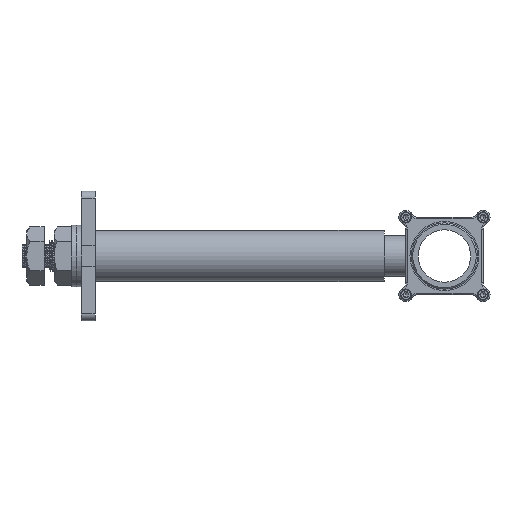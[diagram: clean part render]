
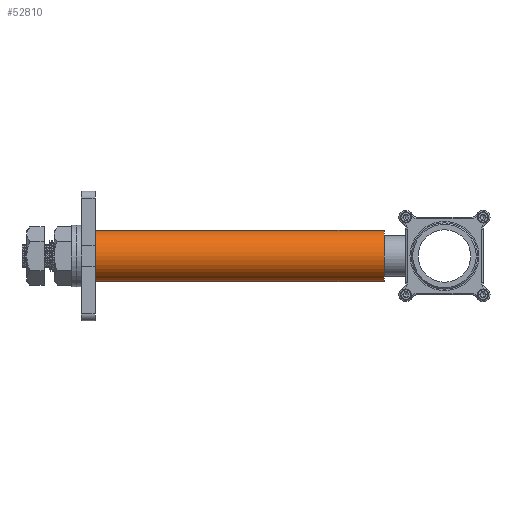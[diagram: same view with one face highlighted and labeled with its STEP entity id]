
A CAD part, left-side view. The second image highlights one B-rep face of the part: STEP entity #52810.
In plain terms, the highlighted cylindrical face has radius 18.517 mm (diameter 37.033 mm), a partial arc.
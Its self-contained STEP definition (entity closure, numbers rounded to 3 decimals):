
#4983 = LINE ( 'NONE', #18445, #36061 ) ;
#10183 = CYLINDRICAL_SURFACE ( 'NONE', #54948, 18.517 ) ;
#12536 = CARTESIAN_POINT ( 'NONE',  ( 0., 43.67, 0. ) ) ;
#14821 = CARTESIAN_POINT ( 'NONE',  ( 0., 0., 0. ) ) ;
#15811 = DIRECTION ( 'NONE',  ( 0., 0., -1. ) ) ;
#16630 = ORIENTED_EDGE ( 'NONE', *, *, #38286, .T. ) ;
#17942 = DIRECTION ( 'NONE',  ( 0., -1., 0. ) ) ;
#18445 = CARTESIAN_POINT ( 'NONE',  ( 0., 0., 18.517 ) ) ;
#20983 = CARTESIAN_POINT ( 'NONE',  ( 0., 253., 18.517 ) ) ;
#23464 = DIRECTION ( 'NONE',  ( 0., -1., 0. ) ) ;
#24495 = CARTESIAN_POINT ( 'NONE',  ( 0., 43.67, -18.517 ) ) ;
#27998 = ORIENTED_EDGE ( 'NONE', *, *, #42074, .T. ) ;
#32263 = EDGE_LOOP ( 'NONE', ( #43575, #27998, #16630, #54940 ) ) ;
#36061 = VECTOR ( 'NONE', #23464, 1000. ) ;
#36621 = CARTESIAN_POINT ( 'NONE',  ( 0., 253., -18.517 ) ) ;
#36700 = CARTESIAN_POINT ( 'NONE',  ( 0., 0., -18.517 ) ) ;
#38286 = EDGE_CURVE ( 'NONE', #66091, #69025, #66345, .T. ) ;
#40789 = CIRCLE ( 'NONE', #59213, 18.517 ) ;
#42074 = EDGE_CURVE ( 'NONE', #70413, #66091, #45919, .T. ) ;
#42360 = VECTOR ( 'NONE', #43615, 1000. ) ;
#43575 = ORIENTED_EDGE ( 'NONE', *, *, #73233, .F. ) ;
#43615 = DIRECTION ( 'NONE',  ( 0., -1., 0. ) ) ;
#43755 = DIRECTION ( 'NONE',  ( 0., -1., 0. ) ) ;
#45919 = CIRCLE ( 'NONE', #55737, 18.517 ) ;
#49901 = DIRECTION ( 'NONE',  ( 0., 0., -1. ) ) ;
#52810 = ADVANCED_FACE ( 'NONE', ( #62989 ), #10183, .T. ) ;
#54940 = ORIENTED_EDGE ( 'NONE', *, *, #64219, .F. ) ;
#54948 = AXIS2_PLACEMENT_3D ( 'NONE', #14821, #43755, #49901 ) ;
#55011 = VERTEX_POINT ( 'NONE', #70145 ) ;
#55737 = AXIS2_PLACEMENT_3D ( 'NONE', #57434, #75906, #15811 ) ;
#57434 = CARTESIAN_POINT ( 'NONE',  ( 0., 253., 0. ) ) ;
#58783 = DIRECTION ( 'NONE',  ( 0., 0., -1. ) ) ;
#59213 = AXIS2_PLACEMENT_3D ( 'NONE', #12536, #17942, #58783 ) ;
#62989 = FACE_OUTER_BOUND ( 'NONE', #32263, .T. ) ;
#64219 = EDGE_CURVE ( 'NONE', #55011, #69025, #40789, .T. ) ;
#66091 = VERTEX_POINT ( 'NONE', #36621 ) ;
#66345 = LINE ( 'NONE', #36700, #42360 ) ;
#69025 = VERTEX_POINT ( 'NONE', #24495 ) ;
#70145 = CARTESIAN_POINT ( 'NONE',  ( 0., 43.67, 18.517 ) ) ;
#70413 = VERTEX_POINT ( 'NONE', #20983 ) ;
#73233 = EDGE_CURVE ( 'NONE', #70413, #55011, #4983, .T. ) ;
#75906 = DIRECTION ( 'NONE',  ( 0., -1., 0. ) ) ;
